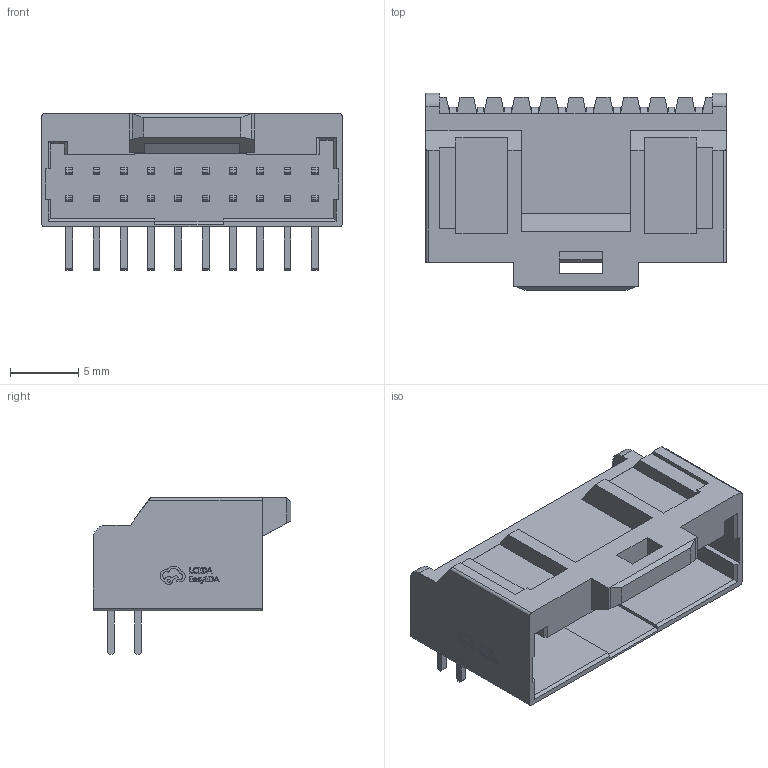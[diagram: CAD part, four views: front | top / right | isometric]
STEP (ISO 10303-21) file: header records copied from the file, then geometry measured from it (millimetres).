
FILE_DESCRIPTION (( 'STEP AP214' ), '1' );
FILE_NAME ('CONN-TH_5018762040.step', '2022-08-03T17:19:58', ( '' ), ( '' ), 'SwSTEP 2.0', 'SolidWorks 2020', '' );
FILE_SCHEMA (( 'AUTOMOTIVE_DESIGN' ));
Length unit declared in the file: millimetre
Products named in the file (1): CONN-TH_5018762040
Bounding box: 22 x 14.5 x 11.5 mm (x, y, z)
Volume: 960.4 mm3; surface area: 2042.1 mm2
Topology: 14 solids, 14 shells, 751 faces, 2140 edges, 1424 vertices
Faces by surface type: plane 611, bspline 114, cylinder 26
Entity records: 31616 total; most frequent: CARTESIAN_POINT 6684, ORIENTED_EDGE 4280, DIRECTION 3232, EDGE_CURVE 2140, VECTOR 1856, LINE 1856, VERTEX_POINT 1424, EDGE_LOOP 812
